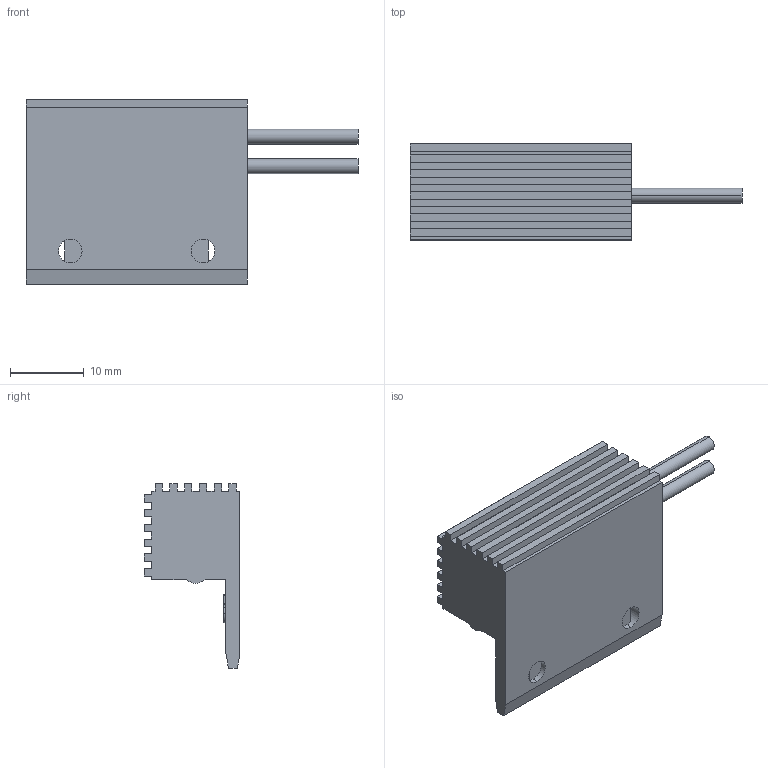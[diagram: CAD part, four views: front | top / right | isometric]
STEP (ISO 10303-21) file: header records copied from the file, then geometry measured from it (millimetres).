
FILE_DESCRIPTION (( 'STEP AP214' ), '1' );
FILE_NAME ('RC_016_30mm_EPLAN_08_2022.STEP', '2022-08-29T13:36:29', ( '' ), ( '' ), 'SwSTEP 2.0', 'SolidWorks 2022', '' );
FILE_SCHEMA (( 'AUTOMOTIVE_DESIGN' ));
Length unit declared in the file: millimetre
Products named in the file (1): RC_016_30mm_EPLAN_08_2022
Bounding box: 45 x 13 x 25 mm (x, y, z)
Volume: 5454.9 mm3; surface area: 3470.7 mm2
Topology: 1 solids, 1 shells, 252 faces, 730 edges, 485 vertices
Faces by surface type: plane 193, bspline 46, cylinder 13
Entity records: 11215 total; most frequent: CARTESIAN_POINT 2042, ORIENTED_EDGE 1460, DIRECTION 1087, EDGE_CURVE 730, VECTOR 603, LINE 603, VERTEX_POINT 485, EDGE_LOOP 261
